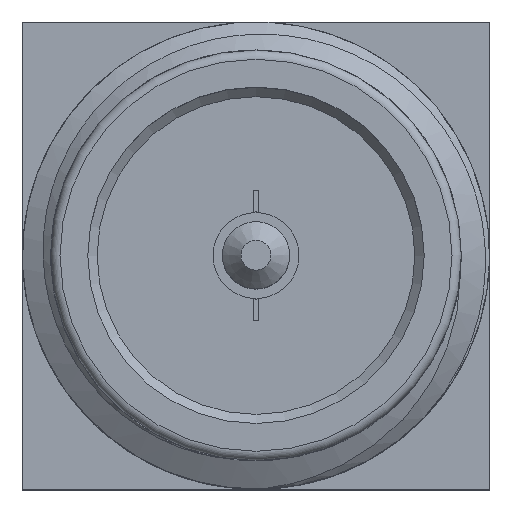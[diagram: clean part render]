
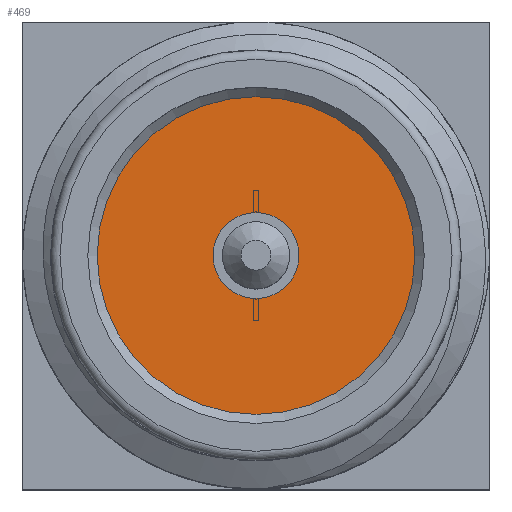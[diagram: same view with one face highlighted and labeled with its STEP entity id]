
A CAD part, top view. The second image highlights one B-rep face of the part: STEP entity #469.
In plain terms, the highlighted planar face has unit normal (0, 0, 1).
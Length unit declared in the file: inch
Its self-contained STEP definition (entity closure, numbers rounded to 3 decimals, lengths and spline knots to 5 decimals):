
#22 = EDGE_CURVE ( 'NONE', #2848, #2848, #3537, .T. ) ;
#133 = PLANE ( 'NONE',  #3253 ) ;
#272 = CIRCLE ( 'NONE', #2026, 0.023 ) ;
#364 = CARTESIAN_POINT ( 'NONE',  ( 0., 0., -0.075 ) ) ;
#457 = EDGE_CURVE ( 'NONE', #1198, #1198, #272, .T. ) ;
#469 = ADVANCED_FACE ( 'NONE', ( #2065, #619 ), #133, .T. ) ;
#619 = FACE_BOUND ( 'NONE', #2543, .T. ) ;
#626 = CARTESIAN_POINT ( 'NONE',  ( 0.085, 0., -0.075 ) ) ;
#637 = DIRECTION ( 'NONE',  ( 1., 0., 0. ) ) ;
#932 = DIRECTION ( 'NONE',  ( 1., 0., 0. ) ) ;
#954 = DIRECTION ( 'NONE',  ( 0., 0., 1. ) ) ;
#1064 = EDGE_LOOP ( 'NONE', ( #3304 ) ) ;
#1198 = VERTEX_POINT ( 'NONE', #2634 ) ;
#1537 = ORIENTED_EDGE ( 'NONE', *, *, #457, .F. ) ;
#1681 = AXIS2_PLACEMENT_3D ( 'NONE', #3043, #3057, #2489 ) ;
#1774 = DIRECTION ( 'NONE',  ( 0., 0., 1. ) ) ;
#2026 = AXIS2_PLACEMENT_3D ( 'NONE', #3135, #1774, #637 ) ;
#2065 = FACE_OUTER_BOUND ( 'NONE', #1064, .T. ) ;
#2489 = DIRECTION ( 'NONE',  ( 1., 0., 0. ) ) ;
#2543 = EDGE_LOOP ( 'NONE', ( #1537 ) ) ;
#2634 = CARTESIAN_POINT ( 'NONE',  ( 0.023, 0., -0.075 ) ) ;
#2848 = VERTEX_POINT ( 'NONE', #626 ) ;
#3043 = CARTESIAN_POINT ( 'NONE',  ( 0., 0., -0.075 ) ) ;
#3057 = DIRECTION ( 'NONE',  ( 0., 0., 1. ) ) ;
#3135 = CARTESIAN_POINT ( 'NONE',  ( 0., 0., -0.075 ) ) ;
#3253 = AXIS2_PLACEMENT_3D ( 'NONE', #364, #954, #932 ) ;
#3304 = ORIENTED_EDGE ( 'NONE', *, *, #22, .T. ) ;
#3537 = CIRCLE ( 'NONE', #1681, 0.085 ) ;
